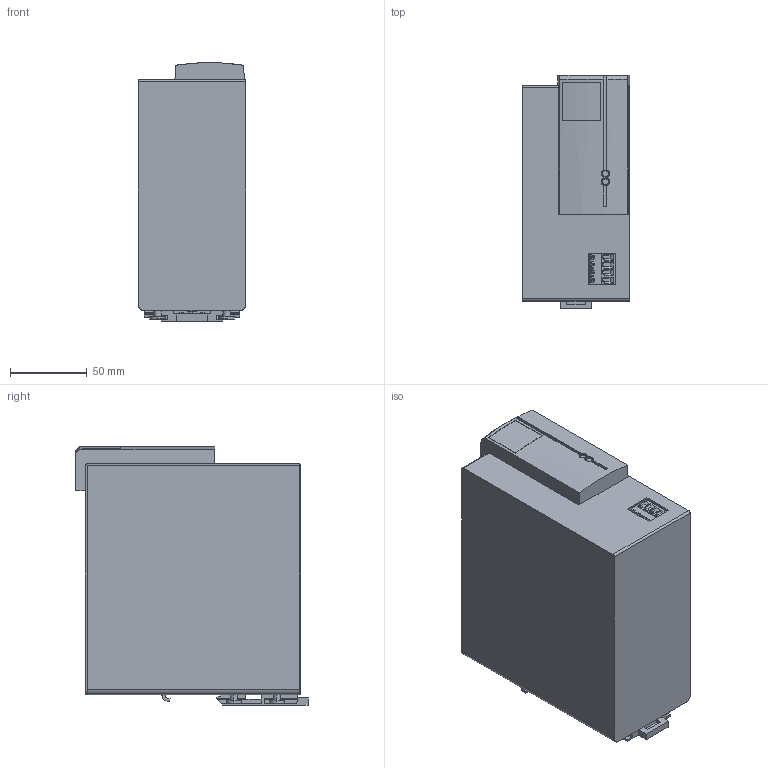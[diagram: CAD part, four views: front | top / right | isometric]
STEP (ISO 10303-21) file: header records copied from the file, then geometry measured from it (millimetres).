
FILE_DESCRIPTION(/* description */ ('Alibre Inc.'),/* implementation_level */ '2;1');
FILE_NAME(/* name */ 'export0',/* time_stamp */ '2015-06-18T13:55:40+02:00',/* author */ (''),/* organization */ (''),/* preprocessor_version */ 'ST-DEVELOPER v14',/* originating_system */ 'Alibre',/* authorisation */ '');
FILE_SCHEMA (('AUTOMOTIVE_DESIGN'));
Length unit declared in the file: centimetre
Bounding box: 70 x 151.92 x 168.77 mm (x, y, z)
Volume: 1537425.1 mm3; surface area: 159700.5 mm2
Topology: 12 solids, 12 shells, 457 faces, 1152 edges, 754 vertices
Faces by surface type: plane 344, cylinder 67, cone 42, bspline 4
Full cylindrical faces by diameter (mm): 4 x2, 4.35 x2
Entity records: 12712 total; most frequent: CARTESIAN_POINT 3110, ORIENTED_EDGE 2060, DIRECTION 1581, EDGE_CURVE 1030, VECTOR 855, LINE 855, VERTEX_POINT 680, AXIS2_PLACEMENT_3D 522
